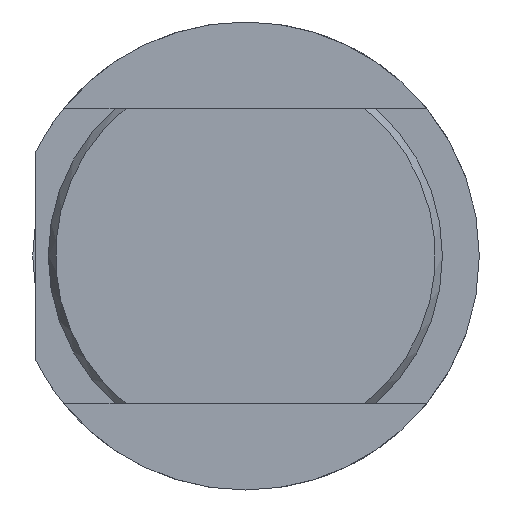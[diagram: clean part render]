
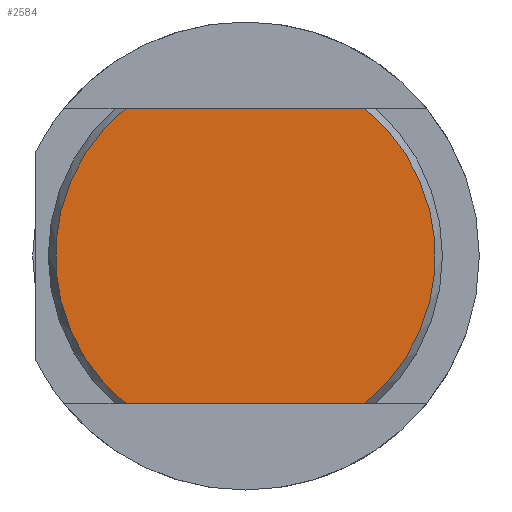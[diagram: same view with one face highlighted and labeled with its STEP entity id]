
A CAD part, left-side view. The second image highlights one B-rep face of the part: STEP entity #2584.
In plain terms, the highlighted planar face has unit normal (-1, 0, 0).
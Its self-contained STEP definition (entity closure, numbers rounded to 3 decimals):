
#27 = VERTEX_POINT ( 'NONE', #1272 ) ;
#35 = VERTEX_POINT ( 'NONE', #1280 ) ;
#62 = EDGE_LOOP ( 'NONE', ( #290, #289, #288, #287 ) ) ;
#287 = ORIENTED_EDGE ( 'NONE', *, *, #3498, .F. ) ;
#288 = ORIENTED_EDGE ( 'NONE', *, *, #3488, .T. ) ;
#289 = ORIENTED_EDGE ( 'NONE', *, *, #3496, .F. ) ;
#290 = ORIENTED_EDGE ( 'NONE', *, *, #3497, .T. ) ;
#797 = AXIS2_PLACEMENT_3D ( 'NONE', #2291, #2293, #2294 ) ;
#802 = AXIS2_PLACEMENT_3D ( 'NONE', #2312, #2314, #2315 ) ;
#890 = CIRCLE ( 'NONE', #802, 7.711 ) ;
#1154 = CIRCLE ( 'NONE', #797, 7.711 ) ;
#1171 = LINE ( 'NONE', #2316, #1207 ) ;
#1188 = VECTOR ( 'NONE', #2313, 1000. ) ;
#1207 = VECTOR ( 'NONE', #2317, 1000. ) ;
#1272 = CARTESIAN_POINT ( 'NONE',  ( 0., -4.844, -6. ) ) ;
#1280 = CARTESIAN_POINT ( 'NONE',  ( 0., 4.844, -6. ) ) ;
#1624 = CARTESIAN_POINT ( 'NONE',  ( 0., 0., 0. ) ) ;
#1625 = PLANE ( 'NONE',  #3697 ) ;
#1627 = DIRECTION ( 'NONE',  ( 1., 0., 0. ) ) ;
#1628 = DIRECTION ( 'NONE',  ( 0., 0., -1. ) ) ;
#1759 = CARTESIAN_POINT ( 'NONE',  ( 0., 4.844, 6. ) ) ;
#1823 = CARTESIAN_POINT ( 'NONE',  ( 0., -4.844, 6. ) ) ;
#2291 = CARTESIAN_POINT ( 'NONE',  ( 0., 0., 0. ) ) ;
#2293 = DIRECTION ( 'NONE',  ( -1., 0., 0. ) ) ;
#2294 = DIRECTION ( 'NONE',  ( 0., 0., -1. ) ) ;
#2306 = CARTESIAN_POINT ( 'NONE',  ( 0., 7.365, 6. ) ) ;
#2312 = CARTESIAN_POINT ( 'NONE',  ( 0., 0., 0. ) ) ;
#2313 = DIRECTION ( 'NONE',  ( 0., -1., 0. ) ) ;
#2314 = DIRECTION ( 'NONE',  ( -1., 0., 0. ) ) ;
#2315 = DIRECTION ( 'NONE',  ( 0., 0., -1. ) ) ;
#2316 = CARTESIAN_POINT ( 'NONE',  ( 0., 7.365, -6. ) ) ;
#2317 = DIRECTION ( 'NONE',  ( 0., 1., 0. ) ) ;
#2584 = ADVANCED_FACE ( 'NONE', ( #3104 ), #1625, .F. ) ;
#2622 = LINE ( 'NONE', #2306, #1188 ) ;
#2666 = VERTEX_POINT ( 'NONE', #1759 ) ;
#2730 = VERTEX_POINT ( 'NONE', #1823 ) ;
#3104 = FACE_OUTER_BOUND ( 'NONE', #62, .T. ) ;
#3488 = EDGE_CURVE ( 'NONE', #2666, #35, #1154, .T. ) ;
#3496 = EDGE_CURVE ( 'NONE', #2666, #2730, #2622, .T. ) ;
#3497 = EDGE_CURVE ( 'NONE', #27, #2730, #890, .T. ) ;
#3498 = EDGE_CURVE ( 'NONE', #27, #35, #1171, .T. ) ;
#3697 = AXIS2_PLACEMENT_3D ( 'NONE', #1624, #1627, #1628 ) ;
